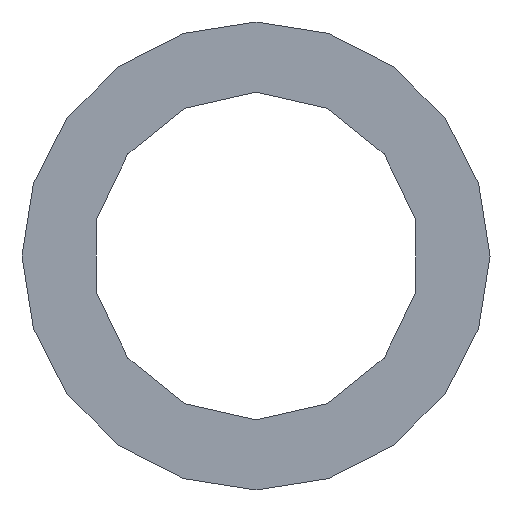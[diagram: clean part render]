
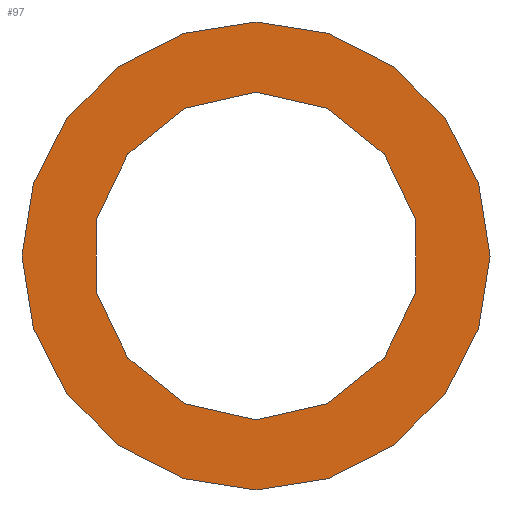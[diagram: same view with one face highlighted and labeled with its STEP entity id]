
A CAD part, left-side view. The second image highlights one B-rep face of the part: STEP entity #97.
In plain terms, the highlighted planar face has unit normal (-1, 0, 0).
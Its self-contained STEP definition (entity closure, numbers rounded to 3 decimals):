
#57 = EDGE_CURVE( '', #61, #101, #128, .T. );
#59 = VERTEX_POINT( '', #130 );
#61 = VERTEX_POINT( '', #132 );
#63 = EDGE_CURVE( '', #65, #59, #134, .T. );
#65 = VERTEX_POINT( '', #136 );
#91 = EDGE_CURVE( '', #59, #65, #166, .T. );
#97 = ADVANCED_FACE( '', ( #173, #174 ), #175, .F. );
#101 = VERTEX_POINT( '', #179 );
#103 = EDGE_CURVE( '', #101, #61, #181, .T. );
#128 = CIRCLE( '', #197, 4.2 );
#130 = CARTESIAN_POINT( '', ( 0., 0., 6. ) );
#132 = CARTESIAN_POINT( '', ( 0., 0., 4.2 ) );
#134 = CIRCLE( '', #204, 6. );
#136 = CARTESIAN_POINT( '', ( 0., 0., -6. ) );
#166 = CIRCLE( '', #249, 6. );
#173 = FACE_OUTER_BOUND( '', #255, .T. );
#174 = FACE_BOUND( '', #256, .T. );
#175 = PLANE( '', #257 );
#179 = CARTESIAN_POINT( '', ( 0., 0., -4.2 ) );
#181 = CIRCLE( '', #264, 4.2 );
#197 = AXIS2_PLACEMENT_3D( '', #274, #275, #276 );
#204 = AXIS2_PLACEMENT_3D( '', #277, #278, #279 );
#249 = AXIS2_PLACEMENT_3D( '', #320, #321, #322 );
#255 = EDGE_LOOP( '', ( #333, #334 ) );
#256 = EDGE_LOOP( '', ( #335, #336 ) );
#257 = AXIS2_PLACEMENT_3D( '', #337, #338, #339 );
#264 = AXIS2_PLACEMENT_3D( '', #340, #341, #342 );
#274 = CARTESIAN_POINT( '', ( 0., 0., 0. ) );
#275 = DIRECTION( '', ( 1., 0., 0. ) );
#276 = DIRECTION( '', ( 0., 0., -1. ) );
#277 = CARTESIAN_POINT( '', ( 0., 0., 0. ) );
#278 = DIRECTION( '', ( 1., 0., 0. ) );
#279 = DIRECTION( '', ( 0., 0., -1. ) );
#320 = CARTESIAN_POINT( '', ( 0., 0., 0. ) );
#321 = DIRECTION( '', ( 1., 0., 0. ) );
#322 = DIRECTION( '', ( 0., 0., -1. ) );
#333 = ORIENTED_EDGE( '', *, *, #63, .F. );
#334 = ORIENTED_EDGE( '', *, *, #91, .F. );
#335 = ORIENTED_EDGE( '', *, *, #103, .T. );
#336 = ORIENTED_EDGE( '', *, *, #57, .T. );
#337 = CARTESIAN_POINT( '', ( 0., 0., 0. ) );
#338 = DIRECTION( '', ( 1., 0., 0. ) );
#339 = DIRECTION( '', ( 0., 0., -1. ) );
#340 = CARTESIAN_POINT( '', ( 0., 0., 0. ) );
#341 = DIRECTION( '', ( 1., 0., 0. ) );
#342 = DIRECTION( '', ( 0., 0., -1. ) );
